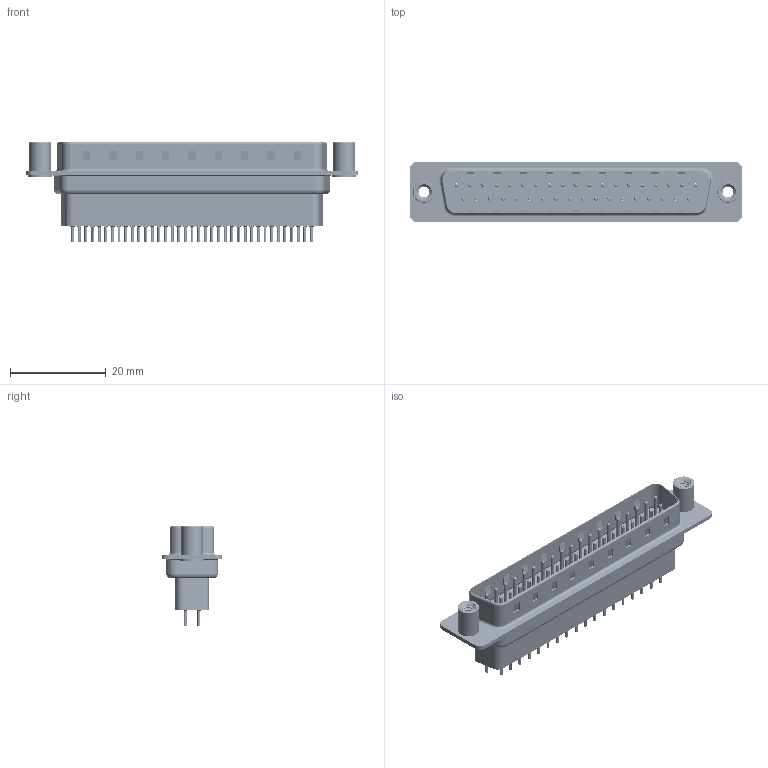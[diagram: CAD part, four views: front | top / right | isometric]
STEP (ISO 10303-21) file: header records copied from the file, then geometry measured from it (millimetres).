
FILE_DESCRIPTION (( 'STEP AP203' ), '1' );
FILE_NAME ('627-037-621-278.STEP', '2020-07-15T08:24:19', ( '' ), ( '' ), 'SwSTEP 2.0', 'SolidWorks 2020', '' );
FILE_SCHEMA (( 'CONFIG_CONTROL_DESIGN' ));
Length unit declared in the file: millimetre
Products named in the file (7): 627 Housing_37 HP; 627 Contact Row 2_21H; 627 Shell Front_37 Contacts; 627-037-621-278; 627 Shell Rear_37 Contacts; 627 Contact Row 1_21H; 627 4-40 Threaded Standoff
Assembly tree (42 placements, depth 2):
  627-037-621-278
    627 Housing_37 HP
    627 Shell Front_37 Contacts
    627 Shell Rear_37 Contacts
    627 Contact Row 1_21H  x19
    627 Contact Row 2_21H  x18
    627 4-40 Threaded Standoff  x2
Bounding box: 69.3 x 12.6 x 20.8 mm (x, y, z)
Volume: 5369.9 mm3; surface area: 13754.2 mm2
Topology: 42 solids, 42 shells, 4072 faces, 10547 edges, 6609 vertices
Faces by surface type: cylinder 1538, plane 1093, torus 1049, cone 386, bspline 6
Entity records: 30201 total; most frequent: CARTESIAN_POINT 6814, DIRECTION 4842, ORIENTED_EDGE 4316, EDGE_CURVE 2158, AXIS2_PLACEMENT_3D 1905, VERTEX_POINT 1382, EDGE_LOOP 1080, VECTOR 1032
